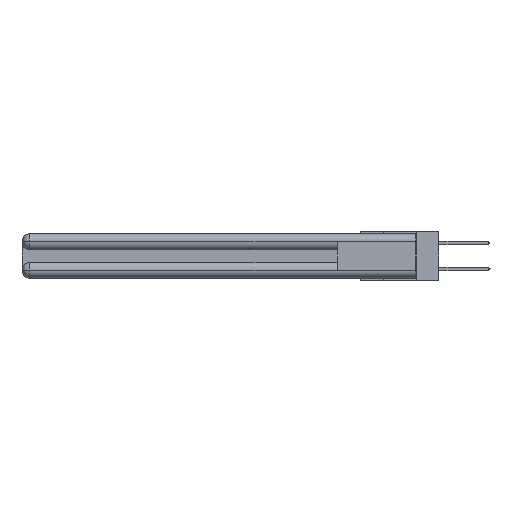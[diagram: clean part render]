
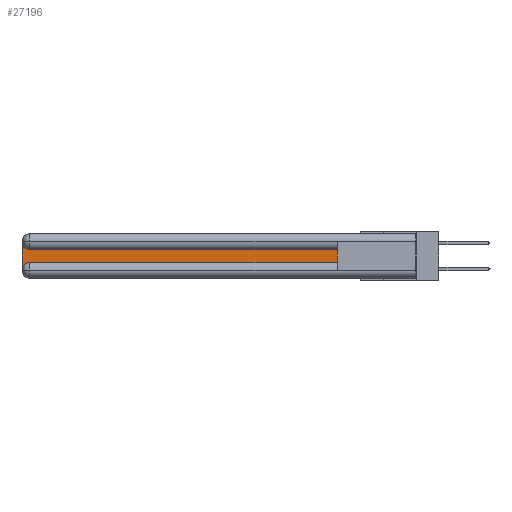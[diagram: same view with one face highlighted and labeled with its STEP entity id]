
A CAD part, left-side view. The second image highlights one B-rep face of the part: STEP entity #27196.
In plain terms, the highlighted planar face has unit normal (-1, 0, 0).
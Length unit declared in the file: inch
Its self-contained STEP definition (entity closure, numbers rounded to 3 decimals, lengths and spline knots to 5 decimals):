
#404 = CARTESIAN_POINT ( 'NONE',  ( 0.075, 3., -0.0625 ) ) ;
#464 = VECTOR ( 'NONE', #26199, 39.37008 ) ;
#1090 = EDGE_CURVE ( 'NONE', #16177, #25800, #5949, .T. ) ;
#2710 = DIRECTION ( 'NONE',  ( 1., 0., 0. ) ) ;
#3947 = ORIENTED_EDGE ( 'NONE', *, *, #30031, .T. ) ;
#3981 = EDGE_LOOP ( 'NONE', ( #30609, #19629, #3947, #31520, #13311, #11095 ) ) ;
#4778 = CARTESIAN_POINT ( 'NONE',  ( 0.075, 3., -0.2175 ) ) ;
#5949 = LINE ( 'NONE', #18059, #22270 ) ;
#5996 = CIRCLE ( 'NONE', #32583, 0.06 ) ;
#6728 = VECTOR ( 'NONE', #32687, 39.37008 ) ;
#7028 = CIRCLE ( 'NONE', #7626, 0.06 ) ;
#7626 = AXIS2_PLACEMENT_3D ( 'NONE', #27264, #25025, #16427 ) ;
#8958 = EDGE_CURVE ( 'NONE', #25800, #18284, #7028, .T. ) ;
#10572 = CARTESIAN_POINT ( 'NONE',  ( 0.075, 0.6, -0.2175 ) ) ;
#10612 = AXIS2_PLACEMENT_3D ( 'NONE', #26315, #31598, #23380 ) ;
#11095 = ORIENTED_EDGE ( 'NONE', *, *, #28589, .T. ) ;
#11946 = VERTEX_POINT ( 'NONE', #25334 ) ;
#13311 = ORIENTED_EDGE ( 'NONE', *, *, #25956, .T. ) ;
#13891 = CARTESIAN_POINT ( 'NONE',  ( 0.075, 0.6, -0.2175 ) ) ;
#14996 = VECTOR ( 'NONE', #31379, 39.37008 ) ;
#16177 = VERTEX_POINT ( 'NONE', #30024 ) ;
#16427 = DIRECTION ( 'NONE',  ( 0., 0., -1. ) ) ;
#17385 = VERTEX_POINT ( 'NONE', #23194 ) ;
#17491 = CARTESIAN_POINT ( 'NONE',  ( 0.075, 2.94, -0.1225 ) ) ;
#18059 = CARTESIAN_POINT ( 'NONE',  ( 0.075, 0.6, -0.1225 ) ) ;
#18199 = PLANE ( 'NONE',  #10612 ) ;
#18284 = VERTEX_POINT ( 'NONE', #404 ) ;
#19629 = ORIENTED_EDGE ( 'NONE', *, *, #8958, .T. ) ;
#22003 = DIRECTION ( 'NONE',  ( 0., 1., 0. ) ) ;
#22270 = VECTOR ( 'NONE', #22003, 39.37008 ) ;
#23194 = CARTESIAN_POINT ( 'NONE',  ( 0.075, 2.94, -0.2175 ) ) ;
#23339 = VERTEX_POINT ( 'NONE', #30125 ) ;
#23380 = DIRECTION ( 'NONE',  ( 0., 0., -1. ) ) ;
#24148 = DIRECTION ( 'NONE',  ( 0., 0., -1. ) ) ;
#25025 = DIRECTION ( 'NONE',  ( 1., 0., 0. ) ) ;
#25334 = CARTESIAN_POINT ( 'NONE',  ( 0.075, 3., -0.2775 ) ) ;
#25800 = VERTEX_POINT ( 'NONE', #17491 ) ;
#25956 = EDGE_CURVE ( 'NONE', #17385, #23339, #31469, .T. ) ;
#26199 = DIRECTION ( 'NONE',  ( 0., -1., 0. ) ) ;
#26315 = CARTESIAN_POINT ( 'NONE',  ( 0.075, 3., -0.1225 ) ) ;
#26508 = EDGE_CURVE ( 'NONE', #11946, #17385, #5996, .T. ) ;
#27183 = LINE ( 'NONE', #4778, #14996 ) ;
#27196 = ADVANCED_FACE ( 'NONE', ( #32039 ), #18199, .F. ) ;
#27264 = CARTESIAN_POINT ( 'NONE',  ( 0.075, 2.94, -0.0625 ) ) ;
#28589 = EDGE_CURVE ( 'NONE', #23339, #16177, #34459, .T. ) ;
#30024 = CARTESIAN_POINT ( 'NONE',  ( 0.075, 0.6, -0.1225 ) ) ;
#30031 = EDGE_CURVE ( 'NONE', #18284, #11946, #27183, .T. ) ;
#30125 = CARTESIAN_POINT ( 'NONE',  ( 0.075, 0.6, -0.2175 ) ) ;
#30609 = ORIENTED_EDGE ( 'NONE', *, *, #1090, .T. ) ;
#31379 = DIRECTION ( 'NONE',  ( 0., 0., -1. ) ) ;
#31469 = LINE ( 'NONE', #10572, #464 ) ;
#31520 = ORIENTED_EDGE ( 'NONE', *, *, #26508, .T. ) ;
#31598 = DIRECTION ( 'NONE',  ( 1., 0., 0. ) ) ;
#32039 = FACE_OUTER_BOUND ( 'NONE', #3981, .T. ) ;
#32583 = AXIS2_PLACEMENT_3D ( 'NONE', #34641, #2710, #24148 ) ;
#32687 = DIRECTION ( 'NONE',  ( 0., 0., 1. ) ) ;
#34459 = LINE ( 'NONE', #13891, #6728 ) ;
#34641 = CARTESIAN_POINT ( 'NONE',  ( 0.075, 2.94, -0.2775 ) ) ;
